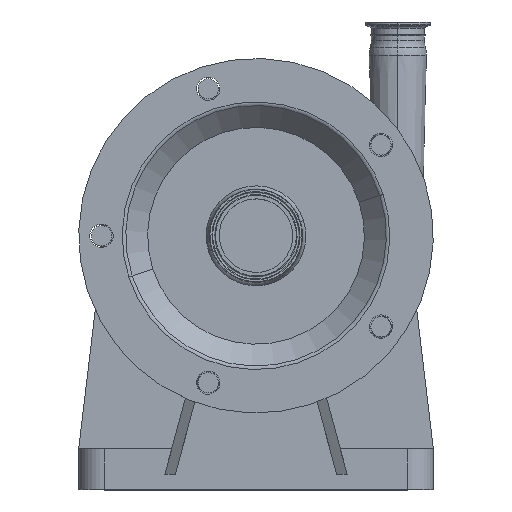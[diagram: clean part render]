
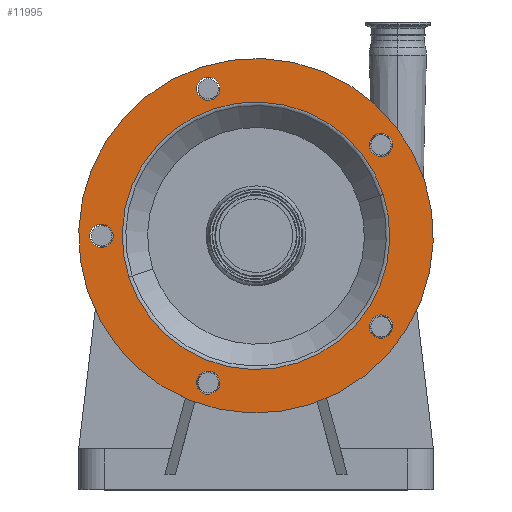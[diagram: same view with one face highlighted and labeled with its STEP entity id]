
A CAD part, top view. The second image highlights one B-rep face of the part: STEP entity #11995.
In plain terms, the highlighted planar face has unit normal (0, 0, 1).
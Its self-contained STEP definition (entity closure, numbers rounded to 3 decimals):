
#97 = VERTEX_POINT ( 'NONE', #9325 ) ;
#103 = CARTESIAN_POINT ( 'NONE',  ( 112.438, -93.191, 289.5 ) ) ;
#137 = CARTESIAN_POINT ( 'NONE',  ( 0., 0., 289.5 ) ) ;
#180 = DIRECTION ( 'NONE',  ( -0.951, -0.309, 0. ) ) ;
#329 = EDGE_CURVE ( 'NONE', #6355, #4068, #11195, .T. ) ;
#834 = CARTESIAN_POINT ( 'NONE',  ( -125.607, -40.812, 289.5 ) ) ;
#882 = FACE_BOUND ( 'NONE', #9805, .T. ) ;
#1025 = DIRECTION ( 'NONE',  ( -0.951, -0.309, 0. ) ) ;
#1027 = CIRCLE ( 'NONE', #8913, 11.5 ) ;
#1087 = VERTEX_POINT ( 'NONE', #10853 ) ;
#1129 = PLANE ( 'NONE',  #9686 ) ;
#1148 = CARTESIAN_POINT ( 'NONE',  ( -166.435, -54.078, 289.5 ) ) ;
#1262 = DIRECTION ( 'NONE',  ( 0.951, 0.309, 0. ) ) ;
#1264 = DIRECTION ( 'NONE',  ( 0., 0., 1. ) ) ;
#1336 = CARTESIAN_POINT ( 'NONE',  ( -152.5, 0., 289.5 ) ) ;
#1522 = EDGE_LOOP ( 'NONE', ( #2998, #3235 ) ) ;
#1660 = CIRCLE ( 'NONE', #12873, 132.071 ) ;
#1956 = EDGE_CURVE ( 'NONE', #4068, #6355, #8713, .T. ) ;
#1973 = FACE_OUTER_BOUND ( 'NONE', #8889, .T. ) ;
#1987 = ORIENTED_EDGE ( 'NONE', *, *, #1956, .F. ) ;
#1998 = AXIS2_PLACEMENT_3D ( 'NONE', #3971, #11234, #4999 ) ;
#2010 = ORIENTED_EDGE ( 'NONE', *, *, #329, .F. ) ;
#2026 = CARTESIAN_POINT ( 'NONE',  ( 123.375, 89.637, 289.5 ) ) ;
#2161 = DIRECTION ( 'NONE',  ( 0., 0., 1. ) ) ;
#2181 = ORIENTED_EDGE ( 'NONE', *, *, #13190, .F. ) ;
#2192 = ORIENTED_EDGE ( 'NONE', *, *, #12481, .F. ) ;
#2272 = ORIENTED_EDGE ( 'NONE', *, *, #6104, .F. ) ;
#2330 = CIRCLE ( 'NONE', #7557, 11.5 ) ;
#2331 = ORIENTED_EDGE ( 'NONE', *, *, #12410, .F. ) ;
#2482 = ORIENTED_EDGE ( 'NONE', *, *, #12746, .F. ) ;
#2561 = DIRECTION ( 'NONE',  ( 0., 0., -1. ) ) ;
#2627 = ORIENTED_EDGE ( 'NONE', *, *, #6540, .T. ) ;
#2643 = EDGE_CURVE ( 'NONE', #12012, #10345, #7651, .T. ) ;
#2751 = ORIENTED_EDGE ( 'NONE', *, *, #2643, .T. ) ;
#2780 = CIRCLE ( 'NONE', #4660, 11.5 ) ;
#2794 = CIRCLE ( 'NONE', #8397, 11.5 ) ;
#2924 = ORIENTED_EDGE ( 'NONE', *, *, #8438, .F. ) ;
#2935 = CARTESIAN_POINT ( 'NONE',  ( -47.125, -145.036, 289.5 ) ) ;
#2952 = ORIENTED_EDGE ( 'NONE', *, *, #5204, .F. ) ;
#2958 = CARTESIAN_POINT ( 'NONE',  ( 123.375, 89.637, 289.5 ) ) ;
#2998 = ORIENTED_EDGE ( 'NONE', *, *, #11259, .F. ) ;
#3054 = DIRECTION ( 'NONE',  ( 0.951, 0.309, 0. ) ) ;
#3235 = ORIENTED_EDGE ( 'NONE', *, *, #5648, .F. ) ;
#3591 = CIRCLE ( 'NONE', #6165, 175. ) ;
#3884 = DIRECTION ( 'NONE',  ( 0., 0., 1. ) ) ;
#3971 = CARTESIAN_POINT ( 'NONE',  ( 0., 0., 289.5 ) ) ;
#3984 = DIRECTION ( 'NONE',  ( 0.951, 0.309, 0. ) ) ;
#4006 = DIRECTION ( 'NONE',  ( 0.951, 0.309, 0. ) ) ;
#4042 = FACE_BOUND ( 'NONE', #9230, .T. ) ;
#4068 = VERTEX_POINT ( 'NONE', #11762 ) ;
#4201 = CARTESIAN_POINT ( 'NONE',  ( -47.125, 145.036, 289.5 ) ) ;
#4226 = VERTEX_POINT ( 'NONE', #12302 ) ;
#4619 = DIRECTION ( 'NONE',  ( 0., 0., 1. ) ) ;
#4643 = DIRECTION ( 'NONE',  ( 0., 0., 1. ) ) ;
#4660 = AXIS2_PLACEMENT_3D ( 'NONE', #4201, #11498, #5230 ) ;
#4700 = CARTESIAN_POINT ( 'NONE',  ( -152.5, 0., 289.5 ) ) ;
#4720 = DIRECTION ( 'NONE',  ( 0.951, 0.309, 0. ) ) ;
#4773 = CARTESIAN_POINT ( 'NONE',  ( 166.435, 54.078, 289.5 ) ) ;
#4865 = CIRCLE ( 'NONE', #7351, 11.5 ) ;
#4999 = DIRECTION ( 'NONE',  ( -0.951, -0.309, 0. ) ) ;
#5204 = EDGE_CURVE ( 'NONE', #6652, #9675, #3591, .T. ) ;
#5230 = DIRECTION ( 'NONE',  ( 0.951, 0.309, 0. ) ) ;
#5648 = EDGE_CURVE ( 'NONE', #4226, #1087, #2780, .T. ) ;
#6075 = VERTEX_POINT ( 'NONE', #10159 ) ;
#6081 = CARTESIAN_POINT ( 'NONE',  ( -47.125, -145.036, 289.5 ) ) ;
#6104 = EDGE_CURVE ( 'NONE', #11950, #97, #2330, .T. ) ;
#6165 = AXIS2_PLACEMENT_3D ( 'NONE', #13544, #7206, #1025 ) ;
#6180 = FACE_BOUND ( 'NONE', #1522, .T. ) ;
#6338 = DIRECTION ( 'NONE',  ( 0., 0., -1. ) ) ;
#6355 = VERTEX_POINT ( 'NONE', #13392 ) ;
#6464 = FACE_BOUND ( 'NONE', #9444, .T. ) ;
#6540 = EDGE_CURVE ( 'NONE', #10345, #12012, #1660, .T. ) ;
#6652 = VERTEX_POINT ( 'NONE', #4773 ) ;
#6943 = CARTESIAN_POINT ( 'NONE',  ( 112.438, 86.084, 289.5 ) ) ;
#7138 = AXIS2_PLACEMENT_3D ( 'NONE', #4700, #4619, #4720 ) ;
#7144 = DIRECTION ( 'NONE',  ( 0.951, 0.309, 0. ) ) ;
#7190 = VERTEX_POINT ( 'NONE', #7979 ) ;
#7206 = DIRECTION ( 'NONE',  ( 0., 0., -1. ) ) ;
#7351 = AXIS2_PLACEMENT_3D ( 'NONE', #6081, #13478, #7144 ) ;
#7415 = CARTESIAN_POINT ( 'NONE',  ( 125.607, 40.812, 289.5 ) ) ;
#7557 = AXIS2_PLACEMENT_3D ( 'NONE', #10850, #4643, #12005 ) ;
#7651 = CIRCLE ( 'NONE', #10326, 132.071 ) ;
#7979 = CARTESIAN_POINT ( 'NONE',  ( 134.312, 93.191, 289.5 ) ) ;
#8337 = CARTESIAN_POINT ( 'NONE',  ( 123.375, -89.637, 289.5 ) ) ;
#8378 = VERTEX_POINT ( 'NONE', #6943 ) ;
#8397 = AXIS2_PLACEMENT_3D ( 'NONE', #2958, #10190, #4006 ) ;
#8438 = EDGE_CURVE ( 'NONE', #9675, #6652, #10715, .T. ) ;
#8581 = CARTESIAN_POINT ( 'NONE',  ( -36.188, -141.482, 289.5 ) ) ;
#8621 = AXIS2_PLACEMENT_3D ( 'NONE', #1336, #1264, #1262 ) ;
#8713 = CIRCLE ( 'NONE', #8621, 11.5 ) ;
#8744 = CARTESIAN_POINT ( 'NONE',  ( 0., 0., 289.5 ) ) ;
#8785 = FACE_BOUND ( 'NONE', #9165, .T. ) ;
#8799 = AXIS2_PLACEMENT_3D ( 'NONE', #8337, #2161, #9384 ) ;
#8889 = EDGE_LOOP ( 'NONE', ( #2924, #2952 ) ) ;
#8913 = AXIS2_PLACEMENT_3D ( 'NONE', #2026, #9255, #3054 ) ;
#9165 = EDGE_LOOP ( 'NONE', ( #1987, #2010 ) ) ;
#9230 = EDGE_LOOP ( 'NONE', ( #2181, #12706 ) ) ;
#9255 = DIRECTION ( 'NONE',  ( 0., 0., 1. ) ) ;
#9302 = EDGE_LOOP ( 'NONE', ( #2192, #2272 ) ) ;
#9325 = CARTESIAN_POINT ( 'NONE',  ( 134.312, -86.084, 289.5 ) ) ;
#9384 = DIRECTION ( 'NONE',  ( 0.951, 0.309, 0. ) ) ;
#9444 = EDGE_LOOP ( 'NONE', ( #2627, #2751 ) ) ;
#9675 = VERTEX_POINT ( 'NONE', #1148 ) ;
#9686 = AXIS2_PLACEMENT_3D ( 'NONE', #10481, #6338, #180 ) ;
#9796 = DIRECTION ( 'NONE',  ( -0.951, -0.309, 0. ) ) ;
#9805 = EDGE_LOOP ( 'NONE', ( #2331, #2482 ) ) ;
#10054 = CIRCLE ( 'NONE', #8799, 11.5 ) ;
#10055 = CARTESIAN_POINT ( 'NONE',  ( -47.125, 145.036, 289.5 ) ) ;
#10128 = VERTEX_POINT ( 'NONE', #8581 ) ;
#10159 = CARTESIAN_POINT ( 'NONE',  ( -58.062, -148.59, 289.5 ) ) ;
#10167 = DIRECTION ( 'NONE',  ( 0., 0., 1. ) ) ;
#10190 = DIRECTION ( 'NONE',  ( 0., 0., 1. ) ) ;
#10326 = AXIS2_PLACEMENT_3D ( 'NONE', #137, #13438, #13203 ) ;
#10345 = VERTEX_POINT ( 'NONE', #834 ) ;
#10362 = EDGE_CURVE ( 'NONE', #6075, #10128, #12314, .T. ) ;
#10481 = CARTESIAN_POINT ( 'NONE',  ( -54.078, 166.435, 289.5 ) ) ;
#10715 = CIRCLE ( 'NONE', #1998, 175. ) ;
#10850 = CARTESIAN_POINT ( 'NONE',  ( 123.375, -89.637, 289.5 ) ) ;
#10853 = CARTESIAN_POINT ( 'NONE',  ( -36.188, 148.59, 289.5 ) ) ;
#10945 = AXIS2_PLACEMENT_3D ( 'NONE', #10055, #3884, #11132 ) ;
#11104 = FACE_BOUND ( 'NONE', #9302, .T. ) ;
#11132 = DIRECTION ( 'NONE',  ( 0.951, 0.309, 0. ) ) ;
#11195 = CIRCLE ( 'NONE', #7138, 11.5 ) ;
#11234 = DIRECTION ( 'NONE',  ( 0., 0., -1. ) ) ;
#11259 = EDGE_CURVE ( 'NONE', #1087, #4226, #12505, .T. ) ;
#11498 = DIRECTION ( 'NONE',  ( 0., 0., 1. ) ) ;
#11762 = CARTESIAN_POINT ( 'NONE',  ( -141.563, 3.554, 289.5 ) ) ;
#11950 = VERTEX_POINT ( 'NONE', #103 ) ;
#11995 = ADVANCED_FACE ( 'NONE', ( #8785, #4042, #11104, #882, #6464, #1973, #6180 ), #1129, .F. ) ;
#12005 = DIRECTION ( 'NONE',  ( 0.951, 0.309, 0. ) ) ;
#12012 = VERTEX_POINT ( 'NONE', #7415 ) ;
#12302 = CARTESIAN_POINT ( 'NONE',  ( -58.062, 141.482, 289.5 ) ) ;
#12314 = CIRCLE ( 'NONE', #12625, 11.5 ) ;
#12410 = EDGE_CURVE ( 'NONE', #7190, #8378, #1027, .T. ) ;
#12481 = EDGE_CURVE ( 'NONE', #97, #11950, #10054, .T. ) ;
#12505 = CIRCLE ( 'NONE', #10945, 11.5 ) ;
#12625 = AXIS2_PLACEMENT_3D ( 'NONE', #2935, #10167, #3984 ) ;
#12706 = ORIENTED_EDGE ( 'NONE', *, *, #10362, .F. ) ;
#12746 = EDGE_CURVE ( 'NONE', #8378, #7190, #2794, .T. ) ;
#12873 = AXIS2_PLACEMENT_3D ( 'NONE', #8744, #2561, #9796 ) ;
#13190 = EDGE_CURVE ( 'NONE', #10128, #6075, #4865, .T. ) ;
#13203 = DIRECTION ( 'NONE',  ( -0.951, -0.309, 0. ) ) ;
#13392 = CARTESIAN_POINT ( 'NONE',  ( -163.437, -3.554, 289.5 ) ) ;
#13438 = DIRECTION ( 'NONE',  ( 0., 0., -1. ) ) ;
#13478 = DIRECTION ( 'NONE',  ( 0., 0., 1. ) ) ;
#13544 = CARTESIAN_POINT ( 'NONE',  ( 0., 0., 289.5 ) ) ;
